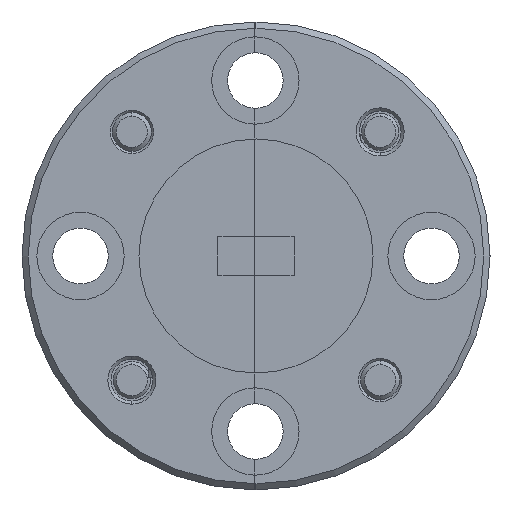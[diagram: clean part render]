
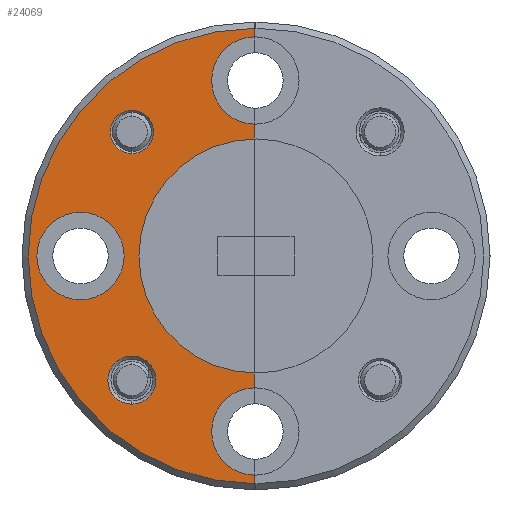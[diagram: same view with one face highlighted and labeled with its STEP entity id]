
A CAD part, left-side view. The second image highlights one B-rep face of the part: STEP entity #24069.
In plain terms, the highlighted planar face has unit normal (-1, 0, 0).
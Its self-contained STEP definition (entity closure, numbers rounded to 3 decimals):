
#39 = DIRECTION ( 'NONE',  ( 0., 0., 1. ) ) ;
#83 = AXIS2_PLACEMENT_3D ( 'NONE', #10223, #14583, #25308 ) ;
#185 = DIRECTION ( 'NONE',  ( -1., 0., 0. ) ) ;
#253 = EDGE_CURVE ( 'NONE', #11363, #3625, #6719, .T. ) ;
#352 = ORIENTED_EDGE ( 'NONE', *, *, #253, .T. ) ;
#771 = CARTESIAN_POINT ( 'NONE',  ( -14.478, 7.08, 1.778 ) ) ;
#1066 = DIRECTION ( 'NONE',  ( -1., 0., 0. ) ) ;
#1261 = LINE ( 'NONE', #22038, #11958 ) ;
#1448 = EDGE_CURVE ( 'NONE', #18380, #12574, #11367, .T. ) ;
#1525 = DIRECTION ( 'NONE',  ( -1., 0., 0. ) ) ;
#1714 = CARTESIAN_POINT ( 'NONE',  ( -14.478, 4.988, -5.051 ) ) ;
#1732 = ORIENTED_EDGE ( 'NONE', *, *, #27508, .F. ) ;
#1802 = DIRECTION ( 'NONE',  ( -1., 0., 0. ) ) ;
#1915 = AXIS2_PLACEMENT_3D ( 'NONE', #9546, #1066, #22576 ) ;
#1965 = LINE ( 'NONE', #22204, #23974 ) ;
#2239 = LINE ( 'NONE', #27192, #23934 ) ;
#2274 = ORIENTED_EDGE ( 'NONE', *, *, #18731, .F. ) ;
#2338 = DIRECTION ( 'NONE',  ( -1., 0., 0. ) ) ;
#2457 = CIRCLE ( 'NONE', #17822, 1.778 ) ;
#2644 = CARTESIAN_POINT ( 'NONE',  ( -14.478, 0., -5.366 ) ) ;
#2728 = DIRECTION ( 'NONE',  ( 0., 0., 1. ) ) ;
#2843 = AXIS2_PLACEMENT_3D ( 'NONE', #1714, #1802, #25021 ) ;
#3011 = CARTESIAN_POINT ( 'NONE',  ( -14.478, 0., -8.921 ) ) ;
#3066 = AXIS2_PLACEMENT_3D ( 'NONE', #3773, #6195, #39 ) ;
#3221 = CARTESIAN_POINT ( 'NONE',  ( -14.478, 7.08, -1.778 ) ) ;
#3276 = EDGE_CURVE ( 'NONE', #26918, #21836, #20937, .T. ) ;
#3470 = VERTEX_POINT ( 'NONE', #3011 ) ;
#3625 = VERTEX_POINT ( 'NONE', #20330 ) ;
#3773 = CARTESIAN_POINT ( 'NONE',  ( -14.478, 7.08, 0. ) ) ;
#3814 = DIRECTION ( 'NONE',  ( 0., 0., 1. ) ) ;
#4893 = CARTESIAN_POINT ( 'NONE',  ( -14.478, 4.988, 4.169 ) ) ;
#4923 = CIRCLE ( 'NONE', #3066, 1.778 ) ;
#4969 = EDGE_CURVE ( 'NONE', #12574, #18380, #15055, .T. ) ;
#5335 = AXIS2_PLACEMENT_3D ( 'NONE', #10575, #25489, #12712 ) ;
#5723 = CARTESIAN_POINT ( 'NONE',  ( -14.478, -0.038, 7.144 ) ) ;
#5755 = CARTESIAN_POINT ( 'NONE',  ( -14.478, 4.988, -4.073 ) ) ;
#6031 = CARTESIAN_POINT ( 'NONE',  ( -14.478, -0.064, 0. ) ) ;
#6195 = DIRECTION ( 'NONE',  ( -1., 0., 0. ) ) ;
#6214 = DIRECTION ( 'NONE',  ( -1., 0., 0. ) ) ;
#6719 = CIRCLE ( 'NONE', #24662, 9.271 ) ;
#7280 = ORIENTED_EDGE ( 'NONE', *, *, #26488, .F. ) ;
#7572 = AXIS2_PLACEMENT_3D ( 'NONE', #10052, #14135, #12373 ) ;
#7970 = CARTESIAN_POINT ( 'NONE',  ( -14.478, 0., 5.366 ) ) ;
#8508 = CARTESIAN_POINT ( 'NONE',  ( -14.478, 7.08, 0. ) ) ;
#8822 = EDGE_CURVE ( 'NONE', #23046, #21836, #2239, .T. ) ;
#8852 = DIRECTION ( 'NONE',  ( -1., 0., 0. ) ) ;
#9165 = EDGE_CURVE ( 'NONE', #18631, #21475, #1261, .T. ) ;
#9546 = CARTESIAN_POINT ( 'NONE',  ( -14.478, 4.988, 5.051 ) ) ;
#9626 = FACE_BOUND ( 'NONE', #22035, .T. ) ;
#9755 = DIRECTION ( 'NONE',  ( 0., 0., 1. ) ) ;
#10052 = CARTESIAN_POINT ( 'NONE',  ( -14.478, 4.988, 5.051 ) ) ;
#10223 = CARTESIAN_POINT ( 'NONE',  ( -14.478, 4.988, -5.051 ) ) ;
#10575 = CARTESIAN_POINT ( 'NONE',  ( -14.478, -0.064, 0. ) ) ;
#10678 = ORIENTED_EDGE ( 'NONE', *, *, #17073, .F. ) ;
#11184 = DIRECTION ( 'NONE',  ( 0., 0., 1. ) ) ;
#11242 = VECTOR ( 'NONE', #3814, 1000. ) ;
#11363 = VERTEX_POINT ( 'NONE', #26219 ) ;
#11367 = CIRCLE ( 'NONE', #2843, 0.978 ) ;
#11531 = AXIS2_PLACEMENT_3D ( 'NONE', #6031, #6214, #16714 ) ;
#11537 = CARTESIAN_POINT ( 'NONE',  ( -14.478, 0., -4.762 ) ) ;
#11783 = ORIENTED_EDGE ( 'NONE', *, *, #8822, .T. ) ;
#11958 = VECTOR ( 'NONE', #24009, 1000. ) ;
#12290 = FACE_OUTER_BOUND ( 'NONE', #17664, .T. ) ;
#12373 = DIRECTION ( 'NONE',  ( 0., 0., 1. ) ) ;
#12574 = VERTEX_POINT ( 'NONE', #12794 ) ;
#12683 = AXIS2_PLACEMENT_3D ( 'NONE', #8508, #8852, #23406 ) ;
#12712 = DIRECTION ( 'NONE',  ( 0., 0., 1. ) ) ;
#12794 = CARTESIAN_POINT ( 'NONE',  ( -14.478, 4.988, -6.029 ) ) ;
#12823 = ORIENTED_EDGE ( 'NONE', *, *, #1448, .F. ) ;
#13051 = ORIENTED_EDGE ( 'NONE', *, *, #23324, .F. ) ;
#13809 = EDGE_LOOP ( 'NONE', ( #2274, #13051 ) ) ;
#14046 = VERTEX_POINT ( 'NONE', #4893 ) ;
#14135 = DIRECTION ( 'NONE',  ( -1., 0., 0. ) ) ;
#14179 = CIRCLE ( 'NONE', #12683, 1.778 ) ;
#14212 = VERTEX_POINT ( 'NONE', #3221 ) ;
#14237 = ORIENTED_EDGE ( 'NONE', *, *, #3276, .F. ) ;
#14258 = CARTESIAN_POINT ( 'NONE',  ( -14.478, 0., 0. ) ) ;
#14583 = DIRECTION ( 'NONE',  ( -1., 0., 0. ) ) ;
#15055 = CIRCLE ( 'NONE', #83, 0.978 ) ;
#15078 = CARTESIAN_POINT ( 'NONE',  ( -14.478, -0.038, -7.144 ) ) ;
#15351 = ORIENTED_EDGE ( 'NONE', *, *, #17812, .T. ) ;
#16714 = DIRECTION ( 'NONE',  ( 0., 0., 1. ) ) ;
#17073 = EDGE_CURVE ( 'NONE', #24271, #14212, #4923, .T. ) ;
#17297 = VERTEX_POINT ( 'NONE', #18309 ) ;
#17664 = EDGE_LOOP ( 'NONE', ( #15351, #352, #19963, #1732, #22376, #26708, #11783, #14237 ) ) ;
#17812 = EDGE_CURVE ( 'NONE', #26918, #11363, #20565, .T. ) ;
#17822 = AXIS2_PLACEMENT_3D ( 'NONE', #15078, #185, #11184 ) ;
#18309 = CARTESIAN_POINT ( 'NONE',  ( -14.478, 4.988, 5.934 ) ) ;
#18345 = ORIENTED_EDGE ( 'NONE', *, *, #4969, .F. ) ;
#18380 = VERTEX_POINT ( 'NONE', #5755 ) ;
#18631 = VERTEX_POINT ( 'NONE', #2644 ) ;
#18731 = EDGE_CURVE ( 'NONE', #17297, #14046, #26871, .T. ) ;
#18945 = CIRCLE ( 'NONE', #1915, 0.883 ) ;
#19963 = ORIENTED_EDGE ( 'NONE', *, *, #23244, .T. ) ;
#20330 = CARTESIAN_POINT ( 'NONE',  ( -14.478, 0., -9.271 ) ) ;
#20460 = EDGE_CURVE ( 'NONE', #23046, #21475, #22194, .T. ) ;
#20565 = LINE ( 'NONE', #14258, #11242 ) ;
#20927 = DIRECTION ( 'NONE',  ( 0., 0., 1. ) ) ;
#20937 = CIRCLE ( 'NONE', #25912, 1.778 ) ;
#21256 = EDGE_LOOP ( 'NONE', ( #12823, #18345 ) ) ;
#21422 = CARTESIAN_POINT ( 'NONE',  ( -14.478, -0.063, 0. ) ) ;
#21475 = VERTEX_POINT ( 'NONE', #11537 ) ;
#21836 = VERTEX_POINT ( 'NONE', #7970 ) ;
#22035 = EDGE_LOOP ( 'NONE', ( #10678, #7280 ) ) ;
#22038 = CARTESIAN_POINT ( 'NONE',  ( -14.478, 0., 0. ) ) ;
#22194 = CIRCLE ( 'NONE', #11531, 4.763 ) ;
#22204 = CARTESIAN_POINT ( 'NONE',  ( -14.478, 0., 0. ) ) ;
#22376 = ORIENTED_EDGE ( 'NONE', *, *, #9165, .T. ) ;
#22576 = DIRECTION ( 'NONE',  ( 0., 0., 1. ) ) ;
#23046 = VERTEX_POINT ( 'NONE', #27420 ) ;
#23168 = CARTESIAN_POINT ( 'NONE',  ( -14.478, 0., 8.921 ) ) ;
#23244 = EDGE_CURVE ( 'NONE', #3625, #3470, #1965, .T. ) ;
#23324 = EDGE_CURVE ( 'NONE', #14046, #17297, #18945, .T. ) ;
#23332 = PLANE ( 'NONE',  #5335 ) ;
#23406 = DIRECTION ( 'NONE',  ( 0., 0., 1. ) ) ;
#23590 = DIRECTION ( 'NONE',  ( 0., 0., 1. ) ) ;
#23615 = FACE_BOUND ( 'NONE', #21256, .T. ) ;
#23934 = VECTOR ( 'NONE', #20927, 1000. ) ;
#23974 = VECTOR ( 'NONE', #2728, 1000. ) ;
#24009 = DIRECTION ( 'NONE',  ( 0., 0., 1. ) ) ;
#24069 = ADVANCED_FACE ( 'NONE', ( #12290, #9626, #23615, #24615 ), #23332, .T. ) ;
#24271 = VERTEX_POINT ( 'NONE', #771 ) ;
#24615 = FACE_BOUND ( 'NONE', #13809, .T. ) ;
#24662 = AXIS2_PLACEMENT_3D ( 'NONE', #21422, #2338, #23590 ) ;
#25021 = DIRECTION ( 'NONE',  ( 0., 0., 1. ) ) ;
#25308 = DIRECTION ( 'NONE',  ( 0., 0., 1. ) ) ;
#25489 = DIRECTION ( 'NONE',  ( -1., 0., 0. ) ) ;
#25912 = AXIS2_PLACEMENT_3D ( 'NONE', #5723, #1525, #9755 ) ;
#26219 = CARTESIAN_POINT ( 'NONE',  ( -14.478, 0., 9.271 ) ) ;
#26488 = EDGE_CURVE ( 'NONE', #14212, #24271, #14179, .T. ) ;
#26708 = ORIENTED_EDGE ( 'NONE', *, *, #20460, .F. ) ;
#26871 = CIRCLE ( 'NONE', #7572, 0.883 ) ;
#26918 = VERTEX_POINT ( 'NONE', #23168 ) ;
#27192 = CARTESIAN_POINT ( 'NONE',  ( -14.478, 0., 0. ) ) ;
#27420 = CARTESIAN_POINT ( 'NONE',  ( -14.478, 0., 4.762 ) ) ;
#27508 = EDGE_CURVE ( 'NONE', #18631, #3470, #2457, .T. ) ;
